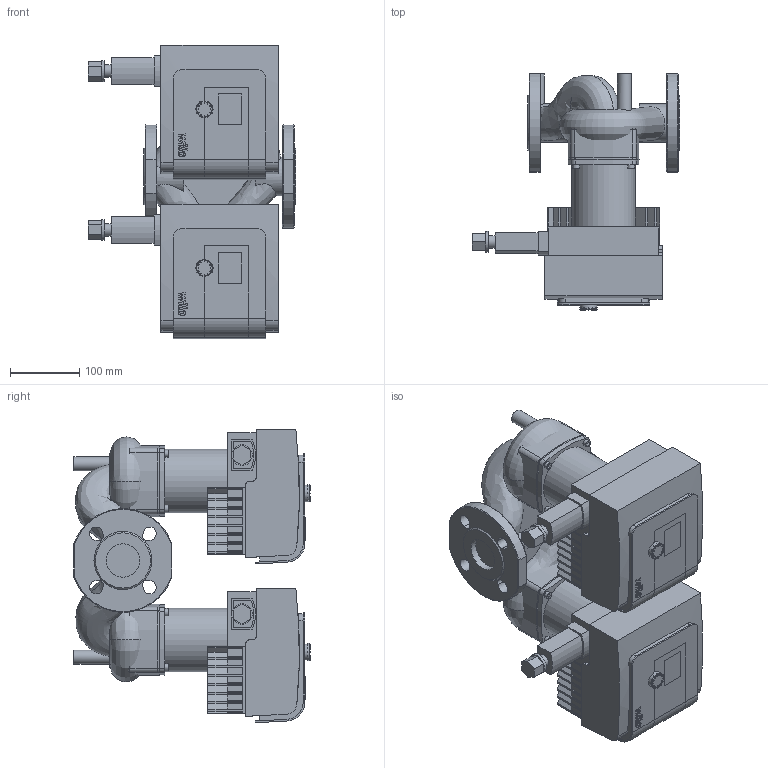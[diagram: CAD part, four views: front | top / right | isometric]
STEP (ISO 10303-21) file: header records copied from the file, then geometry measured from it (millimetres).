
FILE_DESCRIPTION(/* description */ (''),/* implementation_level */ '2;1');
FILE_NAME(/* name */ '3d_StratosMAXO-D40_0_5-8PN6_10-2164649.stp',/* time_stamp */ '2017-09-25T15:05:08+02:00',/* author */ ('Andrzej'),/* organization */ (''),/* preprocessor_version */ 'ST-DEVELOPER v16.13',/* originating_system */ 'AutoCAD Mechanical',/* authorisation */ '');
FILE_SCHEMA (('AUTOMOTIVE_DESIGN { 1 0 10303 214 3 1 1 }'));
Products named in the file (1): Product
Bounding box: 300 x 342 x 425 mm (x, y, z)
Volume: 12099767.5 mm3; surface area: 1168272 mm2
Topology: 29 solids, 29 shells, 1424 faces, 3645 edges, 2249 vertices
Faces by surface type: plane 731, cylinder 423, sphere 112, torus 80, bspline 60, cone 18
Full cylindrical faces by diameter (mm): 10 x11, 18 x3, 20 x2, 24 x2, 30 x2, 48.3 x2, 55.545 x2, 92 x2
Entity records: 67165 total; most frequent: CARTESIAN_POINT 32967, ORIENTED_EDGE 7084, DIRECTION 7084, EDGE_CURVE 3542, AXIS2_PLACEMENT_3D 2403, LINE 2278, VECTOR 2278, VERTEX_POINT 2238
